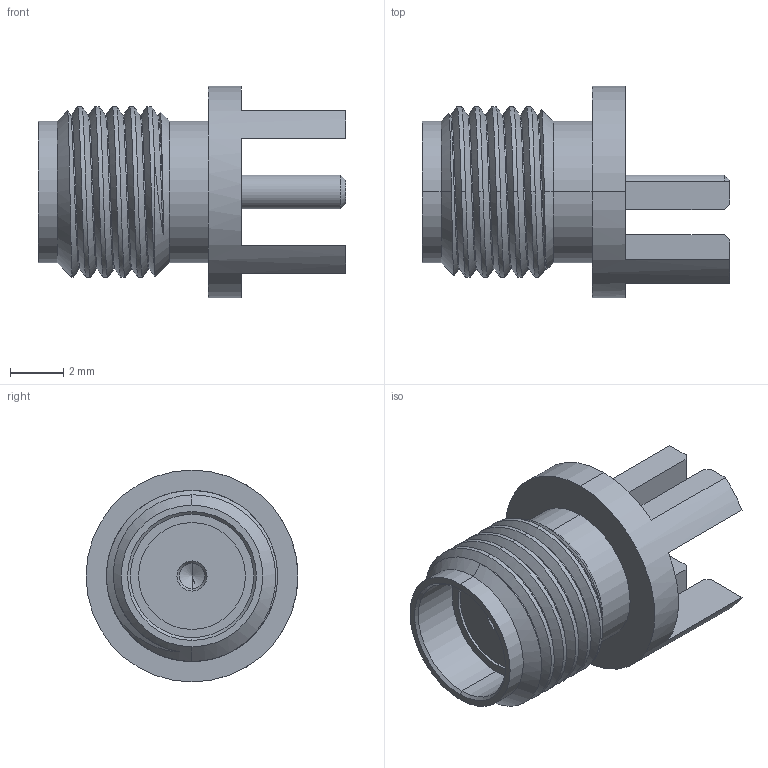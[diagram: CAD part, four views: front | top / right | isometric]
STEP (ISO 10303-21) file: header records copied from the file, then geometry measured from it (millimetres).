
FILE_DESCRIPTION (( 'STEP AP214' ), '1' );
FILE_NAME ('EMPCB.CSMAFST.A.AU.STEP', '2022-01-06T02:15:58', ( '' ), ( '' ), 'SwSTEP 2.0', 'SolidWorks 2018', '' );
FILE_SCHEMA (( 'AUTOMOTIVE_DESIGN' ));
Length unit declared in the file: centimetre
Products named in the file (1): EMPCB.CSMAFST.A.AU
Bounding box: 11.5 x 7.93 x 7.93 mm (x, y, z)
Volume: 218.5 mm3; surface area: 412.3 mm2
Topology: 1 solids, 1 shells, 71 faces, 175 edges, 110 vertices
Faces by surface type: plane 29, cylinder 27, cone 12, bspline 3
Entity records: 3283 total; most frequent: CARTESIAN_POINT 1671, ORIENTED_EDGE 346, DIRECTION 308, EDGE_CURVE 173, AXIS2_PLACEMENT_3D 114, VERTEX_POINT 110, LINE 80, VECTOR 80
